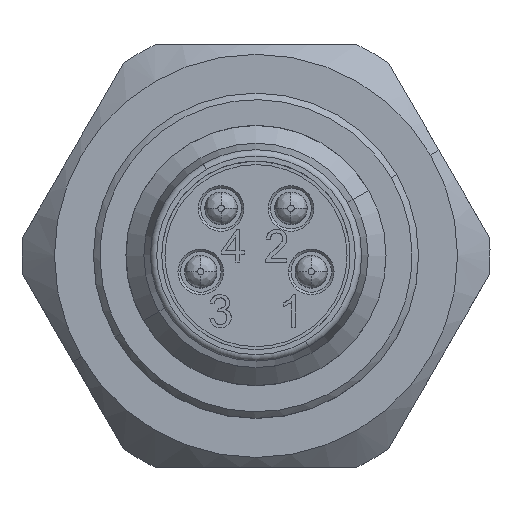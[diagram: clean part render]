
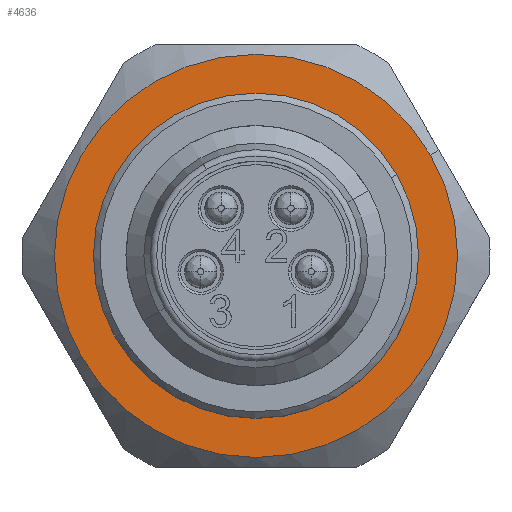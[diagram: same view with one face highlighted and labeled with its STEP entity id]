
A CAD part, top view. The second image highlights one B-rep face of the part: STEP entity #4636.
In plain terms, the highlighted planar face has unit normal (0, 0, 1).
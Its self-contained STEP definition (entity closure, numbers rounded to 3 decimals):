
#4580=AXIS2_PLACEMENT_3D('Circle Axis2P3D',#4578,#4579,$) ;
#4598=AXIS2_PLACEMENT_3D('Circle Axis2P3D',#4596,#4597,$) ;
#4612=AXIS2_PLACEMENT_3D('Plane Axis2P3D',#4609,#4610,#4611) ;
#4616=AXIS2_PLACEMENT_3D('Circle Axis2P3D',#4614,#4615,$) ;
#4625=AXIS2_PLACEMENT_3D('Circle Axis2P3D',#4623,#4624,$) ;
#4568=CARTESIAN_POINT('Vertex',(2.847,4.,14.3)) ;
#4575=CARTESIAN_POINT('Vertex',(11.508,9.,14.3)) ;
#4578=CARTESIAN_POINT('Axis2P3D Location',(7.178,6.5,14.3)) ;
#4596=CARTESIAN_POINT('Axis2P3D Location',(7.178,6.5,14.3)) ;
#4609=CARTESIAN_POINT('Axis2P3D Location',(12.027,9.3,14.3)) ;
#4614=CARTESIAN_POINT('Axis2P3D Location',(7.178,6.5,14.3)) ;
#4618=CARTESIAN_POINT('Vertex',(12.547,9.6,14.3)) ;
#4620=CARTESIAN_POINT('Vertex',(1.808,3.4,14.3)) ;
#4623=CARTESIAN_POINT('Axis2P3D Location',(7.178,6.5,14.3)) ;
#4579=DIRECTION('Axis2P3D Direction',(0.,0.,1.)) ;
#4597=DIRECTION('Axis2P3D Direction',(0.,0.,1.)) ;
#4610=DIRECTION('Axis2P3D Direction',(0.,0.,1.)) ;
#4611=DIRECTION('Axis2P3D XDirection',(-0.5,0.866,0.)) ;
#4615=DIRECTION('Axis2P3D Direction',(0.,0.,1.)) ;
#4624=DIRECTION('Axis2P3D Direction',(0.,0.,1.)) ;
#4629=ORIENTED_EDGE('',*,*,#4622,.T.) ;
#4630=ORIENTED_EDGE('',*,*,#4627,.T.) ;
#4633=ORIENTED_EDGE('',*,*,#4600,.F.) ;
#4634=ORIENTED_EDGE('',*,*,#4582,.F.) ;
#4635=FACE_BOUND('',#4632,.T.) ;
#4636=ADVANCED_FACE('V1',(#4631,#4635),#4613,.T.) ;
#4581=CIRCLE('generated circle',#4580,5.) ;
#4599=CIRCLE('generated circle',#4598,5.) ;
#4617=CIRCLE('generated circle',#4616,6.2) ;
#4626=CIRCLE('generated circle',#4625,6.2) ;
#4582=EDGE_CURVE('',#4576,#4569,#4581,.T.) ;
#4600=EDGE_CURVE('',#4569,#4576,#4599,.T.) ;
#4622=EDGE_CURVE('',#4619,#4621,#4617,.T.) ;
#4627=EDGE_CURVE('',#4621,#4619,#4626,.T.) ;
#4628=EDGE_LOOP('',(#4629,#4630)) ;
#4632=EDGE_LOOP('',(#4633,#4634)) ;
#4631=FACE_OUTER_BOUND('',#4628,.T.) ;
#4613=PLANE('',#4612) ;
#4569=VERTEX_POINT('',#4568) ;
#4576=VERTEX_POINT('',#4575) ;
#4619=VERTEX_POINT('',#4618) ;
#4621=VERTEX_POINT('',#4620) ;
